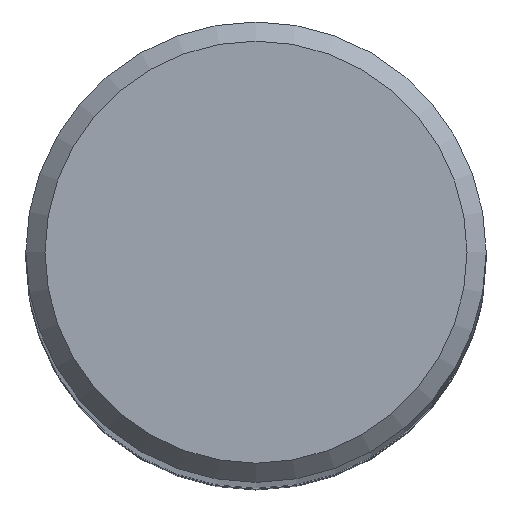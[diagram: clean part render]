
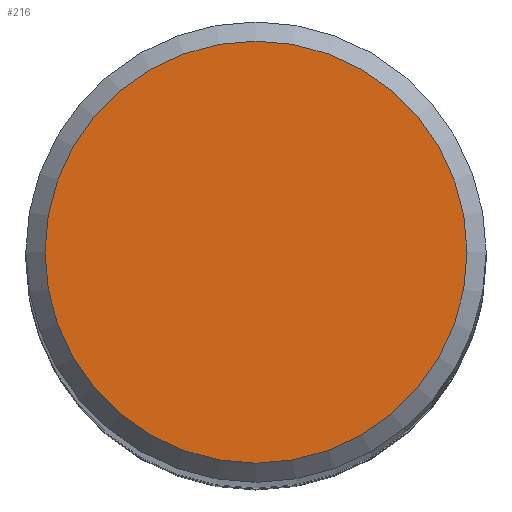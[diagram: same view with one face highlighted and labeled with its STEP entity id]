
A CAD part, top view. The second image highlights one B-rep face of the part: STEP entity #216.
In plain terms, the highlighted planar face has unit normal (0, 0, 1).
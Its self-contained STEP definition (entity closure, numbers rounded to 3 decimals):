
#27 = ORIENTED_EDGE ( 'NONE', *, *, #168, .F. ) ;
#33 = DIRECTION ( 'NONE',  ( 0., 0., -1. ) ) ;
#36 = VERTEX_POINT ( 'NONE', #239 ) ;
#45 = AXIS2_PLACEMENT_3D ( 'NONE', #72, #33, #170 ) ;
#72 = CARTESIAN_POINT ( 'NONE',  ( 0., 0., 120. ) ) ;
#91 = AXIS2_PLACEMENT_3D ( 'NONE', #116, #182, #153 ) ;
#116 = CARTESIAN_POINT ( 'NONE',  ( 0., 0., 120. ) ) ;
#140 = PLANE ( 'NONE',  #91 ) ;
#142 = EDGE_LOOP ( 'NONE', ( #27 ) ) ;
#153 = DIRECTION ( 'NONE',  ( 0., 1., 0. ) ) ;
#168 = EDGE_CURVE ( 'NONE', #36, #36, #210, .T. ) ;
#170 = DIRECTION ( 'NONE',  ( 0., 1., 0. ) ) ;
#179 = FACE_OUTER_BOUND ( 'NONE', #142, .T. ) ;
#182 = DIRECTION ( 'NONE',  ( 0., 0., -1. ) ) ;
#210 = CIRCLE ( 'NONE', #45, 5.5 ) ;
#216 = ADVANCED_FACE ( 'NONE', ( #179 ), #140, .F. ) ;
#239 = CARTESIAN_POINT ( 'NONE',  ( 0., 5.5, 120. ) ) ;
